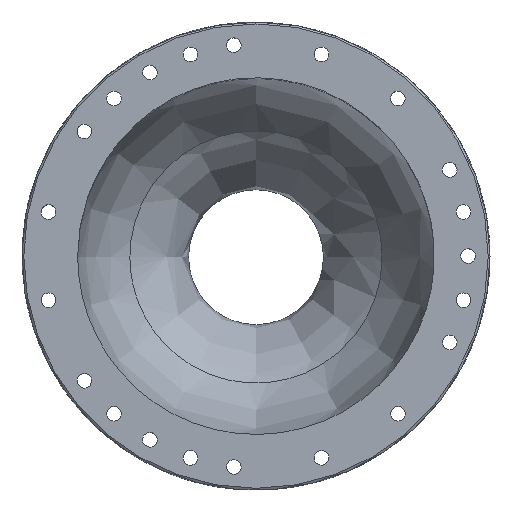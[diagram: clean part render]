
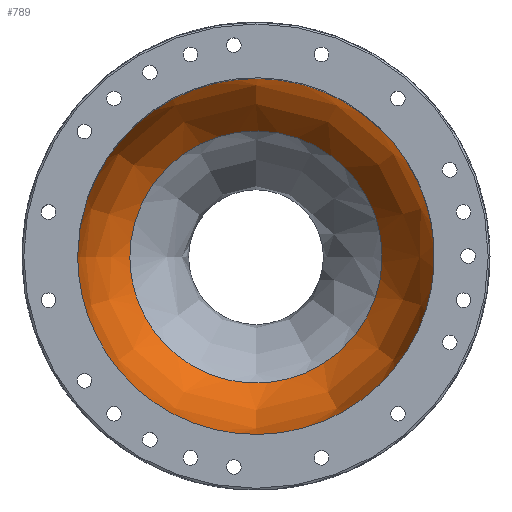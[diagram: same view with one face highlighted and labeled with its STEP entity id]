
A CAD part, top view. The second image highlights one B-rep face of the part: STEP entity #789.
In plain terms, the highlighted free-form (B-spline) face has degree [3, 3] with [4, 7] control points.
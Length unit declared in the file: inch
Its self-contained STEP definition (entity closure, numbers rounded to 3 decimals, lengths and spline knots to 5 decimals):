
#309=B_SPLINE_CURVE_WITH_KNOTS('',3,(#6224,#6225,#6226,#6227,#6228,#6229,
#6230,#6231,#6232,#6233,#6234,#6235,#6236,#6237,#6238,#6239,#6240,#6241,
#6242,#6243,#6244,#6245,#6246,#6247,#6248,#6249,#6250,#6251,#6252,#6253,
#6254,#6255,#6256,#6257),.UNSPECIFIED.,.T.,.F.,(2,2,2,2,2,2,2,2,2,2,2,2,
2,2,2,2,2,2,2),(-0.0625,0.,0.0625,0.125,0.1875,0.25,0.3125,
0.375,0.4375,0.5,0.5625,0.625,0.6875,0.75,0.8125,0.875,0.9375,1.,1.0625),
 .UNSPECIFIED.);
#480=(
BOUNDED_SURFACE()
B_SPLINE_SURFACE(3,3,((#6259,#6260,#6261,#6262,#6263,#6264,#6265),(#6266,
#6267,#6268,#6269,#6270,#6271,#6272),(#6273,#6274,#6275,#6276,#6277,#6278,
#6279),(#6280,#6281,#6282,#6283,#6284,#6285,#6286)),.UNSPECIFIED.,.F.,.T.,
 .F.)
B_SPLINE_SURFACE_WITH_KNOTS((4,4),(1,3,3,3,1),(0.,1.),(-0.5,0.,0.5,1.,1.5),
 .UNSPECIFIED.)
GEOMETRIC_REPRESENTATION_ITEM()
RATIONAL_B_SPLINE_SURFACE(((1.,0.333,0.333,1.,0.333,
0.333,1.),(0.333,0.111,0.111,
0.333,0.111,0.111,0.333),
(0.333,0.111,0.111,0.333,
0.111,0.111,0.333),(1.,0.333,
0.333,1.,0.333,0.333,1.)))
REPRESENTATION_ITEM('')
SURFACE()
);
#529=(
BOUNDED_CURVE()
B_SPLINE_CURVE(3,(#6116,#6117,#6118,#6119,#6120,#6121,#6122),
 .UNSPECIFIED.,.T.,.F.)
B_SPLINE_CURVE_WITH_KNOTS((1,3,3,3,1),(-0.5,0.,0.5,1.,1.5),
 .UNSPECIFIED.)
CURVE()
GEOMETRIC_REPRESENTATION_ITEM()
RATIONAL_B_SPLINE_CURVE((0.586,0.195,0.195,
0.586,0.195,0.195,0.586))
REPRESENTATION_ITEM('')
);
#789=ADVANCED_FACE('',(#1635,#1636),#480,.F.);
#1635=FACE_BOUND('',#1804,.T.);
#1636=FACE_BOUND('',#1805,.T.);
#1804=EDGE_LOOP('',(#2266));
#1805=EDGE_LOOP('',(#2267));
#2266=ORIENTED_EDGE('',*,*,#3861,.F.);
#2267=ORIENTED_EDGE('',*,*,#3859,.T.);
#3429=VERTEX_POINT('',#6123);
#3431=VERTEX_POINT('',#6258);
#3859=EDGE_CURVE('',#3429,#3429,#529,.T.);
#3861=EDGE_CURVE('',#3431,#3431,#309,.T.);
#6116=CARTESIAN_POINT('',(-1.73241,0.,2.70657));
#6117=CARTESIAN_POINT('',(-1.73241,3.46483,2.70657));
#6118=CARTESIAN_POINT('',(1.73241,3.46483,2.70657));
#6119=CARTESIAN_POINT('',(1.73241,0.,2.70657));
#6120=CARTESIAN_POINT('',(1.73241,-3.46483,2.70657));
#6121=CARTESIAN_POINT('',(-1.73241,-3.46483,2.70657));
#6122=CARTESIAN_POINT('',(-1.73241,0.,2.70657));
#6123=CARTESIAN_POINT('',(-1.73242,0.,2.70657));
#6224=CARTESIAN_POINT('',(-2.45,-0.3207,4.3818));
#6225=CARTESIAN_POINT('',(-2.45,0.3207,4.3818));
#6226=CARTESIAN_POINT('',(-2.38623,0.64128,4.3818));
#6227=CARTESIAN_POINT('',(-2.14078,1.23387,4.3818));
#6228=CARTESIAN_POINT('',(-1.95918,1.50564,4.3818));
#6229=CARTESIAN_POINT('',(-1.50564,1.95918,4.3818));
#6230=CARTESIAN_POINT('',(-1.23387,2.14078,4.3818));
#6231=CARTESIAN_POINT('',(-0.64128,2.38623,4.3818));
#6232=CARTESIAN_POINT('',(-0.3207,2.45,4.3818));
#6233=CARTESIAN_POINT('',(0.3207,2.45,4.3818));
#6234=CARTESIAN_POINT('',(0.64128,2.38623,4.3818));
#6235=CARTESIAN_POINT('',(1.23387,2.14078,4.3818));
#6236=CARTESIAN_POINT('',(1.50564,1.95918,4.3818));
#6237=CARTESIAN_POINT('',(1.95918,1.50564,4.3818));
#6238=CARTESIAN_POINT('',(2.14078,1.23387,4.3818));
#6239=CARTESIAN_POINT('',(2.38623,0.64128,4.3818));
#6240=CARTESIAN_POINT('',(2.45,0.3207,4.3818));
#6241=CARTESIAN_POINT('',(2.45,-0.3207,4.3818));
#6242=CARTESIAN_POINT('',(2.38623,-0.64128,4.3818));
#6243=CARTESIAN_POINT('',(2.14078,-1.23387,4.3818));
#6244=CARTESIAN_POINT('',(1.95918,-1.50564,4.3818));
#6245=CARTESIAN_POINT('',(1.50564,-1.95918,4.3818));
#6246=CARTESIAN_POINT('',(1.23387,-2.14078,4.3818));
#6247=CARTESIAN_POINT('',(0.64128,-2.38623,4.3818));
#6248=CARTESIAN_POINT('',(0.3207,-2.45,4.3818));
#6249=CARTESIAN_POINT('',(-0.3207,-2.45,4.3818));
#6250=CARTESIAN_POINT('',(-0.64128,-2.38623,4.3818));
#6251=CARTESIAN_POINT('',(-1.23387,-2.14078,4.3818));
#6252=CARTESIAN_POINT('',(-1.50564,-1.95918,4.3818));
#6253=CARTESIAN_POINT('',(-1.95918,-1.50564,4.3818));
#6254=CARTESIAN_POINT('',(-2.14078,-1.23387,4.3818));
#6255=CARTESIAN_POINT('',(-2.38623,-0.64128,4.3818));
#6256=CARTESIAN_POINT('',(-2.45,-0.3207,4.3818));
#6257=CARTESIAN_POINT('',(-2.45,0.3207,4.3818));
#6258=CARTESIAN_POINT('',(-2.45,0.,4.3818));
#6259=CARTESIAN_POINT('',(0.,0.,2.01267));
#6260=CARTESIAN_POINT('',(0.,0.,2.01267));
#6261=CARTESIAN_POINT('',(0.,0.,2.01267));
#6262=CARTESIAN_POINT('',(0.,0.,2.01267));
#6263=CARTESIAN_POINT('',(0.,0.,2.01267));
#6264=CARTESIAN_POINT('',(0.,0.,2.01267));
#6265=CARTESIAN_POINT('',(0.,0.,2.01267));
#6266=CARTESIAN_POINT('',(-4.9,0.,2.01267));
#6267=CARTESIAN_POINT('',(-4.9,9.79999,2.01267));
#6268=CARTESIAN_POINT('',(4.9,9.79999,2.01267));
#6269=CARTESIAN_POINT('',(4.9,0.,2.01267));
#6270=CARTESIAN_POINT('',(4.9,-9.79999,2.01267));
#6271=CARTESIAN_POINT('',(-4.9,-9.79999,2.01267));
#6272=CARTESIAN_POINT('',(-4.9,0.,2.01267));
#6273=CARTESIAN_POINT('',(-4.9,0.,6.75091));
#6274=CARTESIAN_POINT('',(-4.9,9.79999,6.75091));
#6275=CARTESIAN_POINT('',(4.9,9.79999,6.75091));
#6276=CARTESIAN_POINT('',(4.9,0.,6.75091));
#6277=CARTESIAN_POINT('',(4.9,-9.79999,6.75091));
#6278=CARTESIAN_POINT('',(-4.9,-9.79999,6.75091));
#6279=CARTESIAN_POINT('',(-4.9,0.,6.75091));
#6280=CARTESIAN_POINT('',(0.,0.,6.75091));
#6281=CARTESIAN_POINT('',(0.,0.,6.75091));
#6282=CARTESIAN_POINT('',(0.,0.,6.75091));
#6283=CARTESIAN_POINT('',(0.,0.,6.75091));
#6284=CARTESIAN_POINT('',(0.,0.,6.75091));
#6285=CARTESIAN_POINT('',(0.,0.,6.75091));
#6286=CARTESIAN_POINT('',(0.,0.,6.75091));
